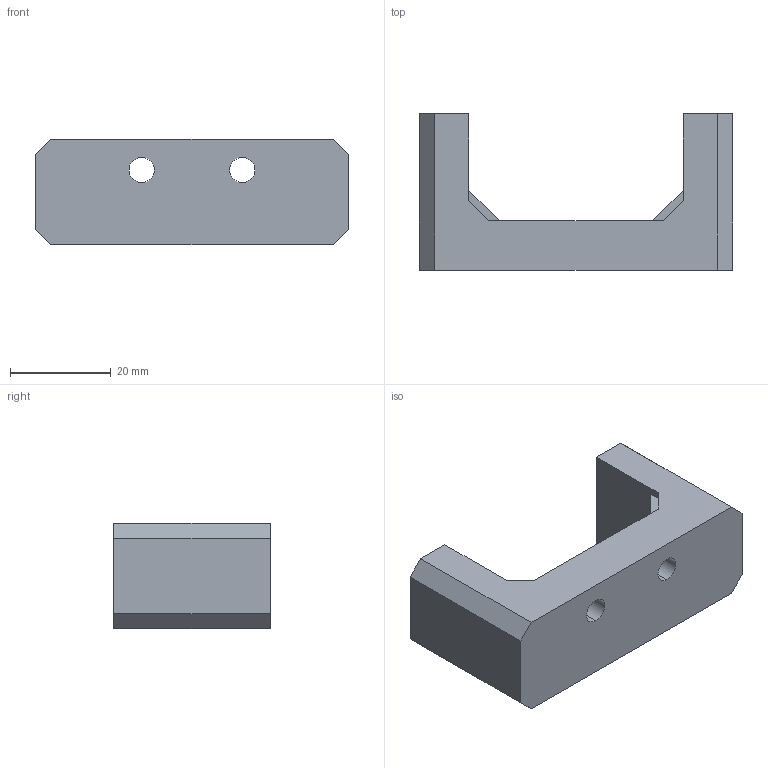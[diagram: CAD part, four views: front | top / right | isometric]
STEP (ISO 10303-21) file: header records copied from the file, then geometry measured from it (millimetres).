
FILE_DESCRIPTION (( 'STEP AP214' ), '1' );
FILE_NAME ('403 Bondtech BMG Frame Mount (33mm Motor).STEP', '2021-03-17T20:42:15', ( '' ), ( '' ), 'SwSTEP 2.0', 'SolidWorks 2019', '' );
FILE_SCHEMA (( 'AUTOMOTIVE_DESIGN' ));
Length unit declared in the file: millimetre
Products named in the file (1): 403 Bondtech BMG Frame Mount (33mm Motor)
Bounding box: 62.25 x 31.07 x 21 mm (x, y, z)
Volume: 20639.6 mm3; surface area: 7045.8 mm2
Topology: 1 solids, 1 shells, 40 faces, 102 edges, 68 vertices
Faces by surface type: plane 28, cylinder 12
Entity records: 1252 total; most frequent: CARTESIAN_POINT 211, DIRECTION 208, ORIENTED_EDGE 204, EDGE_CURVE 102, VECTOR 78, LINE 78, VERTEX_POINT 68, AXIS2_PLACEMENT_3D 65
